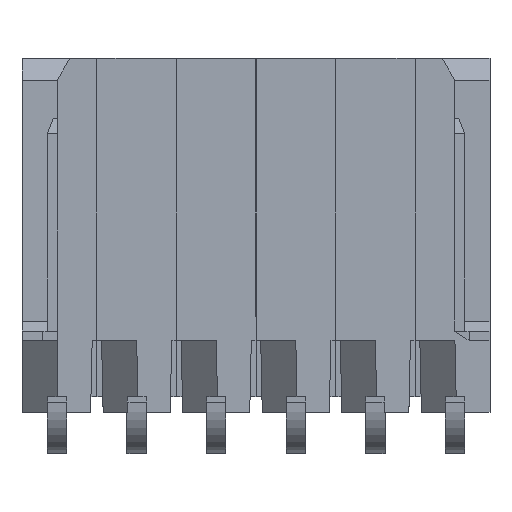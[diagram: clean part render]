
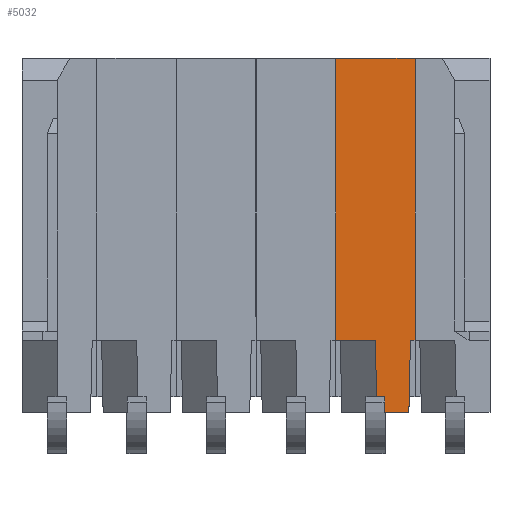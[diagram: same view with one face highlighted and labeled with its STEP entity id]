
A CAD part, front view. The second image highlights one B-rep face of the part: STEP entity #5032.
In plain terms, the highlighted planar face has unit normal (0, -1, 0).
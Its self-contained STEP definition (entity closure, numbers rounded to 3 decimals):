
#532=ORIENTED_EDGE('',*,*,#1383,.F.);
#533=ORIENTED_EDGE('',*,*,#1361,.F.);
#534=ORIENTED_EDGE('',*,*,#1384,.T.);
#535=ORIENTED_EDGE('',*,*,#1345,.F.);
#536=ORIENTED_EDGE('',*,*,#1385,.F.);
#537=ORIENTED_EDGE('',*,*,#1386,.T.);
#538=ORIENTED_EDGE('',*,*,#1387,.F.);
#539=ORIENTED_EDGE('',*,*,#1388,.F.);
#540=ORIENTED_EDGE('',*,*,#1389,.T.);
#541=ORIENTED_EDGE('',*,*,#1381,.F.);
#1345=EDGE_CURVE('',#1799,#1800,#2195,.T.);
#1361=EDGE_CURVE('',#1810,#1808,#2211,.T.);
#1381=EDGE_CURVE('',#1823,#1824,#2231,.T.);
#1383=EDGE_CURVE('',#1808,#1823,#2233,.T.);
#1384=EDGE_CURVE('',#1810,#1800,#2234,.T.);
#1385=EDGE_CURVE('',#1825,#1799,#2235,.T.);
#1386=EDGE_CURVE('',#1825,#1826,#2236,.T.);
#1387=EDGE_CURVE('',#1827,#1826,#2237,.T.);
#1388=EDGE_CURVE('',#1828,#1827,#2238,.T.);
#1389=EDGE_CURVE('',#1828,#1824,#2239,.T.);
#1799=VERTEX_POINT('',#6785);
#1800=VERTEX_POINT('',#6787);
#1808=VERTEX_POINT('',#6812);
#1810=VERTEX_POINT('',#6816);
#1823=VERTEX_POINT('',#6853);
#1824=VERTEX_POINT('',#6855);
#1825=VERTEX_POINT('',#6861);
#1826=VERTEX_POINT('',#6863);
#1827=VERTEX_POINT('',#6865);
#1828=VERTEX_POINT('',#6867);
#2195=LINE('',#6786,#2698);
#2211=LINE('',#6817,#2714);
#2231=LINE('',#6854,#2734);
#2233=LINE('',#6858,#2736);
#2234=LINE('',#6859,#2737);
#2235=LINE('',#6860,#2738);
#2236=LINE('',#6862,#2739);
#2237=LINE('',#6864,#2740);
#2238=LINE('',#6866,#2741);
#2239=LINE('',#6868,#2742);
#2698=VECTOR('',#5768,1000.);
#2714=VECTOR('',#5792,1000.);
#2734=VECTOR('',#5820,1000.);
#2736=VECTOR('',#5824,1000.);
#2737=VECTOR('',#5825,1000.);
#2738=VECTOR('',#5826,1000.);
#2739=VECTOR('',#5827,1000.);
#2740=VECTOR('',#5828,1000.);
#2741=VECTOR('',#5829,1000.);
#2742=VECTOR('',#5830,1000.);
#3072=EDGE_LOOP('',(#532,#533,#534,#535,#536,#537,#538,#539,#540,#541));
#3274=FACE_BOUND('',#3072,.T.);
#3468=PLANE('',#5252);
#5032=ADVANCED_FACE('',(#3274),#3468,.T.);
#5252=AXIS2_PLACEMENT_3D('',#6857,#5822,#5823);
#5768=DIRECTION('',(-1.,0.,0.));
#5792=DIRECTION('',(-1.,0.,0.));
#5820=DIRECTION('',(1.,0.,0.));
#5822=DIRECTION('',(0.,-1.,0.));
#5823=DIRECTION('',(-1.,0.,0.));
#5824=DIRECTION('',(0.,0.,1.));
#5825=DIRECTION('',(0.022,0.,-1.));
#5826=DIRECTION('',(0.,0.,1.));
#5827=DIRECTION('',(1.,0.,0.));
#5828=DIRECTION('',(-0.022,0.,-1.));
#5829=DIRECTION('',(-1.,0.,0.));
#5830=DIRECTION('',(0.,0.,1.));
#6785=CARTESIAN_POINT('',(9.04,0.,0.5));
#6786=CARTESIAN_POINT('',(2.54,0.,0.5));
#6787=CARTESIAN_POINT('',(8.779,0.,0.5));
#6812=CARTESIAN_POINT('',(7.47,0.,2.3));
#6816=CARTESIAN_POINT('',(8.74,0.,2.3));
#6817=CARTESIAN_POINT('',(5.08,0.,2.3));
#6853=CARTESIAN_POINT('',(7.47,0.,11.3));
#6854=CARTESIAN_POINT('',(0.,0.,11.3));
#6855=CARTESIAN_POINT('',(10.01,0.,11.3));
#6857=CARTESIAN_POINT('',(9.86,0.,0.));
#6858=CARTESIAN_POINT('',(7.47,0.,-1.31));
#6859=CARTESIAN_POINT('',(8.765,0.,1.174));
#6860=CARTESIAN_POINT('',(9.04,0.,0.));
#6861=CARTESIAN_POINT('',(9.04,0.,0.));
#6862=CARTESIAN_POINT('',(2.54,0.,0.));
#6863=CARTESIAN_POINT('',(9.81,0.,0.));
#6864=CARTESIAN_POINT('',(9.81,0.,0.));
#6865=CARTESIAN_POINT('',(9.86,0.,2.3));
#6866=CARTESIAN_POINT('',(2.54,0.,2.3));
#6867=CARTESIAN_POINT('',(10.01,0.,2.3));
#6868=CARTESIAN_POINT('',(10.01,0.,-1.31));
